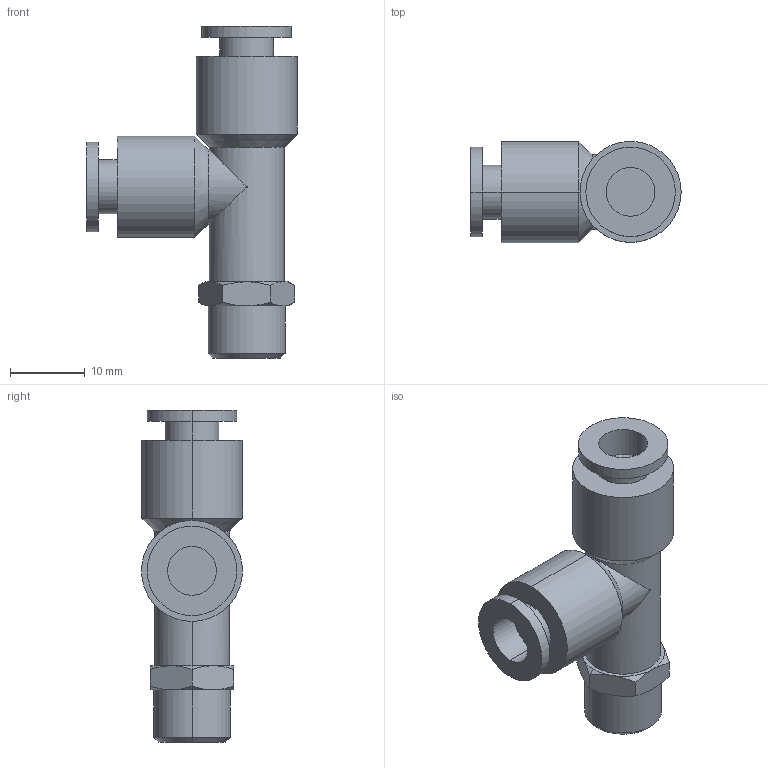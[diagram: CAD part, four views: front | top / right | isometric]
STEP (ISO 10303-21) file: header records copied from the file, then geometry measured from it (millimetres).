
FILE_DESCRIPTION((''),'2;1');
FILE_NAME('smcmaleruntee.stp','2002-01-15T19:20:30',('Administrator'),(''),'Autodesk Inventor (tm) 3.0','Autodesk Inventor (tm) 3.0','');
FILE_SCHEMA(('CONFIG_CONTROL_DESIGN'));
Length unit declared in the file: inch
Products named in the file (5): smcmaleruntee; smcmaleruntee1; smcmaleruntee2; smcmaleruntee3; smcmaleruntee4
Assembly tree (4 placements, depth 2):
  smcmaleruntee
    smcmaleruntee1
    smcmaleruntee2
    smcmaleruntee3
    smcmaleruntee4
Bounding box: 28.17 x 13.54 x 44.48 mm (x, y, z)
Volume: 5960.4 mm3; surface area: 3319.8 mm2
Topology: 4 solids, 4 shells, 71 faces, 145 edges, 86 vertices
Faces by surface type: cylinder 26, cone 24, plane 21
Entity records: 2484 total; most frequent: CARTESIAN_POINT 359, DIRECTION 357, ORIENTED_EDGE 290, AXIS2_PLACEMENT_3D 156, EDGE_CURVE 145, VERTEX_POINT 86, EDGE_LOOP 79, FACE_OUTER_BOUND 71
